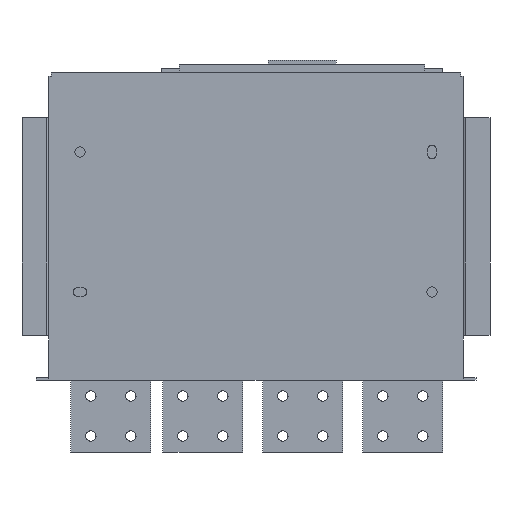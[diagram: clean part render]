
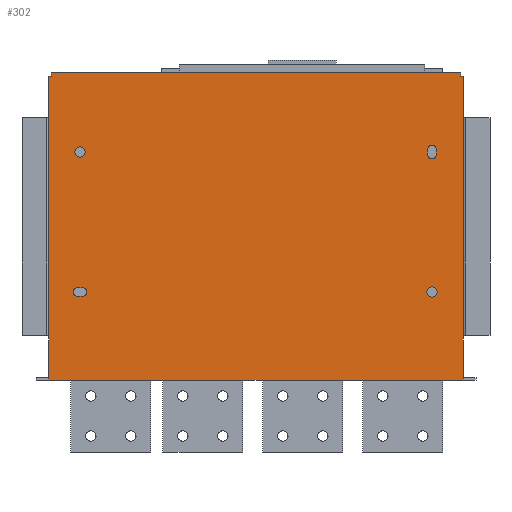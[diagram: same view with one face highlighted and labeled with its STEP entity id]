
A CAD part, front view. The second image highlights one B-rep face of the part: STEP entity #302.
In plain terms, the highlighted planar face has unit normal (0, -1, 0).
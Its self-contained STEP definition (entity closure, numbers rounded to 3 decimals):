
#302=ADVANCED_FACE('',(#1380,#1381,#1382,#1383,#1384),#480,.T.);
#480=PLANE('',#3601);
#668=LINE('',#4902,#1024);
#714=LINE('',#5008,#1070);
#720=LINE('',#5018,#1076);
#746=LINE('',#5079,#1102);
#753=LINE('',#5095,#1109);
#754=LINE('',#5099,#1110);
#755=LINE('',#5103,#1111);
#756=LINE('',#5107,#1112);
#757=LINE('',#5108,#1113);
#758=LINE('',#5110,#1114);
#759=LINE('',#5111,#1115);
#760=LINE('',#5113,#1116);
#1024=VECTOR('',#3957,1.);
#1070=VECTOR('',#4027,1.);
#1076=VECTOR('',#4035,1.);
#1102=VECTOR('',#4079,1.);
#1109=VECTOR('',#4092,1.);
#1110=VECTOR('',#4095,1.);
#1111=VECTOR('',#4098,1.);
#1112=VECTOR('',#4101,1.);
#1113=VECTOR('',#4102,1.);
#1114=VECTOR('',#4103,1.);
#1115=VECTOR('',#4104,1.);
#1116=VECTOR('',#4105,1.);
#1380=FACE_BOUND('',#1577,.T.);
#1381=FACE_BOUND('',#1578,.T.);
#1382=FACE_BOUND('',#1579,.T.);
#1383=FACE_BOUND('',#1580,.T.);
#1384=FACE_BOUND('',#1581,.T.);
#1577=EDGE_LOOP('',(#2041,#2042,#2043,#2044));
#1578=EDGE_LOOP('',(#2045,#2046,#2047,#2048));
#1579=EDGE_LOOP('',(#2049,#2050,#2051,#2052,#2053,#2054,#2055,#2056));
#1580=EDGE_LOOP('',(#2057,#2058));
#1581=EDGE_LOOP('',(#2059));
#2041=ORIENTED_EDGE('',*,*,#3186,.F.);
#2042=ORIENTED_EDGE('',*,*,#3187,.F.);
#2043=ORIENTED_EDGE('',*,*,#3188,.F.);
#2044=ORIENTED_EDGE('',*,*,#3189,.F.);
#2045=ORIENTED_EDGE('',*,*,#3190,.F.);
#2046=ORIENTED_EDGE('',*,*,#3191,.F.);
#2047=ORIENTED_EDGE('',*,*,#3192,.F.);
#2048=ORIENTED_EDGE('',*,*,#3193,.F.);
#2049=ORIENTED_EDGE('',*,*,#3091,.T.);
#2050=ORIENTED_EDGE('',*,*,#3143,.T.);
#2051=ORIENTED_EDGE('',*,*,#3194,.F.);
#2052=ORIENTED_EDGE('',*,*,#3195,.T.);
#2053=ORIENTED_EDGE('',*,*,#3179,.F.);
#2054=ORIENTED_EDGE('',*,*,#3196,.F.);
#2055=ORIENTED_EDGE('',*,*,#3197,.F.);
#2056=ORIENTED_EDGE('',*,*,#3149,.F.);
#2057=ORIENTED_EDGE('',*,*,#3198,.F.);
#2058=ORIENTED_EDGE('',*,*,#3127,.F.);
#2059=ORIENTED_EDGE('',*,*,#3199,.F.);
#2767=VERTEX_POINT('',#4901);
#2768=VERTEX_POINT('',#4903);
#2799=VERTEX_POINT('',#4974);
#2800=VERTEX_POINT('',#4976);
#2815=VERTEX_POINT('',#5007);
#2819=VERTEX_POINT('',#5019);
#2841=VERTEX_POINT('',#5073);
#2844=VERTEX_POINT('',#5078);
#2849=VERTEX_POINT('',#5093);
#2850=VERTEX_POINT('',#5094);
#2851=VERTEX_POINT('',#5096);
#2852=VERTEX_POINT('',#5098);
#2853=VERTEX_POINT('',#5101);
#2854=VERTEX_POINT('',#5102);
#2855=VERTEX_POINT('',#5104);
#2856=VERTEX_POINT('',#5106);
#2857=VERTEX_POINT('',#5109);
#2858=VERTEX_POINT('',#5112);
#2859=VERTEX_POINT('',#5116);
#3091=EDGE_CURVE('',#2768,#2767,#668,.T.);
#3127=EDGE_CURVE('',#2799,#2800,#3468,.T.);
#3143=EDGE_CURVE('',#2767,#2815,#714,.T.);
#3149=EDGE_CURVE('',#2768,#2819,#720,.T.);
#3179=EDGE_CURVE('',#2844,#2841,#746,.T.);
#3186=EDGE_CURVE('',#2849,#2850,#3473,.T.);
#3187=EDGE_CURVE('',#2851,#2849,#753,.T.);
#3188=EDGE_CURVE('',#2852,#2851,#3474,.T.);
#3189=EDGE_CURVE('',#2850,#2852,#754,.T.);
#3190=EDGE_CURVE('',#2853,#2854,#3475,.T.);
#3191=EDGE_CURVE('',#2855,#2853,#755,.T.);
#3192=EDGE_CURVE('',#2856,#2855,#3476,.T.);
#3193=EDGE_CURVE('',#2854,#2856,#756,.T.);
#3194=EDGE_CURVE('',#2857,#2815,#757,.T.);
#3195=EDGE_CURVE('',#2857,#2841,#758,.T.);
#3196=EDGE_CURVE('',#2858,#2844,#759,.T.);
#3197=EDGE_CURVE('',#2819,#2858,#760,.T.);
#3198=EDGE_CURVE('',#2800,#2799,#3477,.T.);
#3199=EDGE_CURVE('',#2859,#2859,#3478,.T.);
#3468=CIRCLE('',#3581,6.5);
#3473=CIRCLE('',#3595,5.5);
#3474=CIRCLE('',#3596,5.5);
#3475=CIRCLE('',#3597,5.5);
#3476=CIRCLE('',#3598,5.5);
#3477=CIRCLE('',#3599,6.5);
#3478=CIRCLE('',#3600,6.5);
#3581=AXIS2_PLACEMENT_3D('',#4975,#4008,#4009);
#3595=AXIS2_PLACEMENT_3D('',#5092,#4090,#4091);
#3596=AXIS2_PLACEMENT_3D('',#5097,#4093,#4094);
#3597=AXIS2_PLACEMENT_3D('',#5100,#4096,#4097);
#3598=AXIS2_PLACEMENT_3D('',#5105,#4099,#4100);
#3599=AXIS2_PLACEMENT_3D('',#5114,#4106,#4107);
#3600=AXIS2_PLACEMENT_3D('',#5115,#4108,#4109);
#3601=AXIS2_PLACEMENT_3D('',#5117,#4110,#4111);
#3957=DIRECTION('',(1.,0.,0.));
#4008=DIRECTION('',(0.,-1.,0.));
#4009=DIRECTION('',(0.,0.,-1.));
#4027=DIRECTION('',(0.,0.,1.));
#4035=DIRECTION('',(0.,0.,1.));
#4079=DIRECTION('',(1.,0.,0.));
#4090=DIRECTION('',(0.,-1.,0.));
#4091=DIRECTION('',(-1.,0.,0.));
#4092=DIRECTION('',(0.,0.,1.));
#4093=DIRECTION('',(0.,-1.,0.));
#4094=DIRECTION('',(-1.,0.,0.));
#4095=DIRECTION('',(0.,0.,-1.));
#4096=DIRECTION('',(0.,-1.,0.));
#4097=DIRECTION('',(-1.,0.,0.));
#4098=DIRECTION('',(-1.,0.,0.));
#4099=DIRECTION('',(0.,-1.,0.));
#4100=DIRECTION('',(-1.,0.,0.));
#4101=DIRECTION('',(1.,0.,0.));
#4102=DIRECTION('',(1.,0.,0.));
#4103=DIRECTION('',(0.,0.,1.));
#4104=DIRECTION('',(0.,0.,1.));
#4105=DIRECTION('',(1.,0.,0.));
#4106=DIRECTION('',(0.,-1.,0.));
#4107=DIRECTION('',(0.,0.,-1.));
#4108=DIRECTION('',(0.,-1.,0.));
#4109=DIRECTION('',(1.,0.,0.));
#4110=DIRECTION('',(0.,-1.,0.));
#4111=DIRECTION('',(0.,0.,-1.));
#4901=CARTESIAN_POINT('',(445.,0.,-152.5));
#4902=CARTESIAN_POINT('',(464.,0.,-152.5));
#4903=CARTESIAN_POINT('',(-73.,0.,-152.5));
#4974=CARTESIAN_POINT('',(-34.,0.,139.));
#4975=CARTESIAN_POINT('',(-34.,0.,132.5));
#4976=CARTESIAN_POINT('',(-34.,0.,126.));
#5007=CARTESIAN_POINT('',(445.,0.,227.5));
#5008=CARTESIAN_POINT('',(445.,0.,-122.5));
#5018=CARTESIAN_POINT('',(-73.,0.,-122.5));
#5019=CARTESIAN_POINT('',(-73.,0.,227.5));
#5073=CARTESIAN_POINT('',(441.8,0.,232.5));
#5078=CARTESIAN_POINT('',(-69.8,0.,232.5));
#5079=CARTESIAN_POINT('',(441.8,0.,232.5));
#5092=CARTESIAN_POINT('',(406.,0.,135.5));
#5093=CARTESIAN_POINT('',(411.5,0.,135.5));
#5094=CARTESIAN_POINT('',(400.5,0.,135.5));
#5095=CARTESIAN_POINT('',(411.5,0.,135.5));
#5096=CARTESIAN_POINT('',(411.5,0.,129.5));
#5097=CARTESIAN_POINT('',(406.,0.,129.5));
#5098=CARTESIAN_POINT('',(400.5,0.,129.539));
#5099=CARTESIAN_POINT('',(400.5,0.,129.539));
#5100=CARTESIAN_POINT('',(-37.,0.,-42.5));
#5101=CARTESIAN_POINT('',(-37.,0.,-37.));
#5102=CARTESIAN_POINT('',(-37.,0.,-48.));
#5103=CARTESIAN_POINT('',(-37.,0.,-37.));
#5104=CARTESIAN_POINT('',(-31.,0.,-37.));
#5105=CARTESIAN_POINT('',(-31.,0.,-42.5));
#5106=CARTESIAN_POINT('',(-31.,0.,-48.));
#5107=CARTESIAN_POINT('',(-31.,0.,-48.));
#5108=CARTESIAN_POINT('',(445.,0.,227.5));
#5109=CARTESIAN_POINT('',(441.8,0.,227.5));
#5110=CARTESIAN_POINT('',(441.8,0.,227.5));
#5111=CARTESIAN_POINT('',(-69.8,0.,0.));
#5112=CARTESIAN_POINT('',(-69.8,0.,227.5));
#5113=CARTESIAN_POINT('',(-560.,0.,227.5));
#5114=CARTESIAN_POINT('',(-34.,0.,132.5));
#5115=CARTESIAN_POINT('',(406.,0.,-42.5));
#5116=CARTESIAN_POINT('',(412.5,0.,-42.5));
#5117=CARTESIAN_POINT('',(0.,0.,0.));
